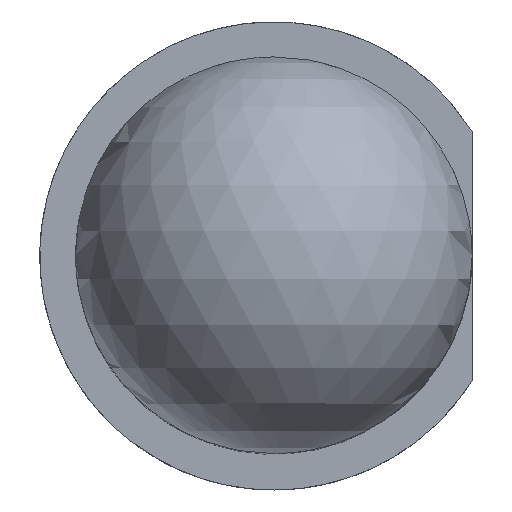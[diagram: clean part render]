
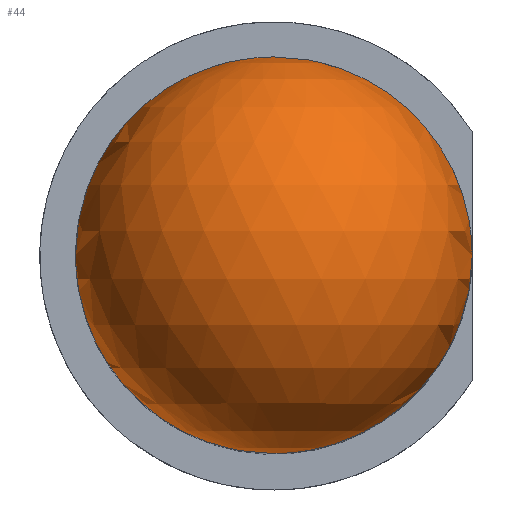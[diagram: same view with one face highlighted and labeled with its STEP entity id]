
A CAD part, top view. The second image highlights one B-rep face of the part: STEP entity #44.
In plain terms, the highlighted spherical face has radius 2.5 mm.
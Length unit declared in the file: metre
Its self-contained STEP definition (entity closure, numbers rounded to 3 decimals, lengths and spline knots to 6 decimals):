
#44 = ADVANCED_FACE( '', ( #95 ), #96, .T. );
#95 = FACE_OUTER_BOUND( '', #153, .T. );
#96 = SPHERICAL_SURFACE( '', #154, 0.0025 );
#153 = EDGE_LOOP( '', ( #215, #216, #217, #218 ) );
#154 = AXIS2_PLACEMENT_3D( '', #219, #220, #221 );
#215 = ORIENTED_EDGE( '', *, *, #347, .F. );
#216 = ORIENTED_EDGE( '', *, *, #348, .F. );
#217 = ORIENTED_EDGE( '', *, *, #349, .F. );
#218 = ORIENTED_EDGE( '', *, *, #350, .F. );
#219 = CARTESIAN_POINT( '', ( 0., 0.000045, 0.006394 ) );
#220 = DIRECTION( '', ( 0., -1., 0. ) );
#221 = DIRECTION( '', ( 1., 0., 0. ) );
#347 = EDGE_CURVE( '', #408, #409, #410, .T. );
#348 = EDGE_CURVE( '', #411, #408, #412, .T. );
#349 = EDGE_CURVE( '', #413, #411, #414, .T. );
#350 = EDGE_CURVE( '', #409, #413, #415, .T. );
#408 = VERTEX_POINT( '', #558 );
#409 = VERTEX_POINT( '', #559 );
#410 = B_SPLINE_CURVE_WITH_KNOTS( '', 3, ( #560, #561, #562, #563, #564, #565, #566, #567, #568, #569 ), .UNSPECIFIED., .F., .F., ( 4, 2, 2, 2, 4 ), ( 0., 0.25, 0.5, 0.75, 1. ), .UNSPECIFIED. );
#411 = VERTEX_POINT( '', #570 );
#412 = B_SPLINE_CURVE_WITH_KNOTS( '', 3, ( #571, #572, #573, #574, #575, #576, #577, #578, #579, #580 ), .UNSPECIFIED., .F., .F., ( 4, 2, 2, 2, 4 ), ( 0., 0.25, 0.5, 0.75, 1. ), .UNSPECIFIED. );
#413 = VERTEX_POINT( '', #581 );
#414 = B_SPLINE_CURVE_WITH_KNOTS( '', 3, ( #582, #583, #584, #585, #586, #587, #588, #589, #590, #591 ), .UNSPECIFIED., .F., .F., ( 4, 2, 2, 2, 4 ), ( 0., 0.25, 0.5, 0.75, 1. ), .UNSPECIFIED. );
#415 = B_SPLINE_CURVE_WITH_KNOTS( '', 3, ( #592, #593, #594, #595, #596, #597, #598, #599, #600, #601 ), .UNSPECIFIED., .F., .F., ( 4, 2, 2, 2, 4 ), ( 0., 0.25, 0.5, 0.75, 1. ), .UNSPECIFIED. );
#558 = CARTESIAN_POINT( '', ( 0., -0.002455, 0.006394 ) );
#559 = CARTESIAN_POINT( '', ( -0.0025, 0.000045, 0.006394 ) );
#560 = CARTESIAN_POINT( '', ( 0., -0.002455, 0.006394 ) );
#561 = CARTESIAN_POINT( '', ( -0.000327, -0.002455, 0.006394 ) );
#562 = CARTESIAN_POINT( '', ( -0.000654, -0.00239, 0.006394 ) );
#563 = CARTESIAN_POINT( '', ( -0.001259, -0.00214, 0.006394 ) );
#564 = CARTESIAN_POINT( '', ( -0.001536, -0.001955, 0.006394 ) );
#565 = CARTESIAN_POINT( '', ( -0.001999, -0.001492, 0.006394 ) );
#566 = CARTESIAN_POINT( '', ( -0.002184, -0.001214, 0.006394 ) );
#567 = CARTESIAN_POINT( '', ( -0.002435, -0.00061, 0.006394 ) );
#568 = CARTESIAN_POINT( '', ( -0.0025, -0.000283, 0.006394 ) );
#569 = CARTESIAN_POINT( '', ( -0.0025, 0.000045, 0.006394 ) );
#570 = CARTESIAN_POINT( '', ( 0.0025, 0.000045, 0.006394 ) );
#571 = CARTESIAN_POINT( '', ( 0.0025, 0.000045, 0.006394 ) );
#572 = CARTESIAN_POINT( '', ( 0.0025, -0.000283, 0.006394 ) );
#573 = CARTESIAN_POINT( '', ( 0.002435, -0.00061, 0.006394 ) );
#574 = CARTESIAN_POINT( '', ( 0.002184, -0.001214, 0.006394 ) );
#575 = CARTESIAN_POINT( '', ( 0.001999, -0.001492, 0.006394 ) );
#576 = CARTESIAN_POINT( '', ( 0.001536, -0.001955, 0.006394 ) );
#577 = CARTESIAN_POINT( '', ( 0.001259, -0.00214, 0.006394 ) );
#578 = CARTESIAN_POINT( '', ( 0.000654, -0.00239, 0.006394 ) );
#579 = CARTESIAN_POINT( '', ( 0.000327, -0.002455, 0.006394 ) );
#580 = CARTESIAN_POINT( '', ( 0., -0.002455, 0.006394 ) );
#581 = CARTESIAN_POINT( '', ( 0., 0.002545, 0.006394 ) );
#582 = CARTESIAN_POINT( '', ( 0., 0.002545, 0.006394 ) );
#583 = CARTESIAN_POINT( '', ( 0.000327, 0.002545, 0.006394 ) );
#584 = CARTESIAN_POINT( '', ( 0.000654, 0.00248, 0.006394 ) );
#585 = CARTESIAN_POINT( '', ( 0.001259, 0.002229, 0.006394 ) );
#586 = CARTESIAN_POINT( '', ( 0.001536, 0.002044, 0.006394 ) );
#587 = CARTESIAN_POINT( '', ( 0.001999, 0.001581, 0.006394 ) );
#588 = CARTESIAN_POINT( '', ( 0.002184, 0.001304, 0.006394 ) );
#589 = CARTESIAN_POINT( '', ( 0.002435, 0.000699, 0.006394 ) );
#590 = CARTESIAN_POINT( '', ( 0.0025, 0.000372, 0.006394 ) );
#591 = CARTESIAN_POINT( '', ( 0.0025, 0.000045, 0.006394 ) );
#592 = CARTESIAN_POINT( '', ( -0.0025, 0.000045, 0.006394 ) );
#593 = CARTESIAN_POINT( '', ( -0.0025, 0.000372, 0.006394 ) );
#594 = CARTESIAN_POINT( '', ( -0.002435, 0.000699, 0.006394 ) );
#595 = CARTESIAN_POINT( '', ( -0.002184, 0.001304, 0.006394 ) );
#596 = CARTESIAN_POINT( '', ( -0.001999, 0.001581, 0.006394 ) );
#597 = CARTESIAN_POINT( '', ( -0.001536, 0.002044, 0.006394 ) );
#598 = CARTESIAN_POINT( '', ( -0.001259, 0.002229, 0.006394 ) );
#599 = CARTESIAN_POINT( '', ( -0.000654, 0.00248, 0.006394 ) );
#600 = CARTESIAN_POINT( '', ( -0.000327, 0.002545, 0.006394 ) );
#601 = CARTESIAN_POINT( '', ( 0., 0.002545, 0.006394 ) );
